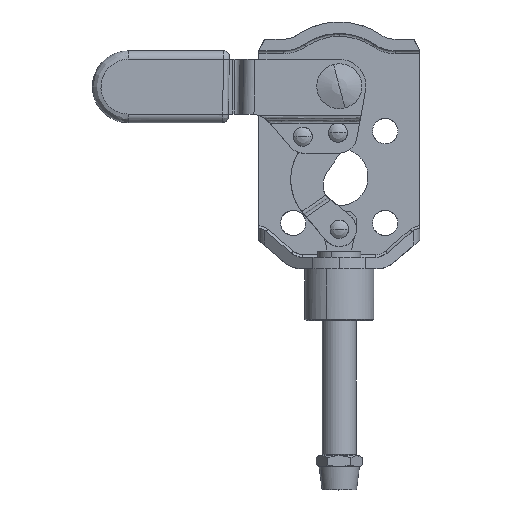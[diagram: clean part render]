
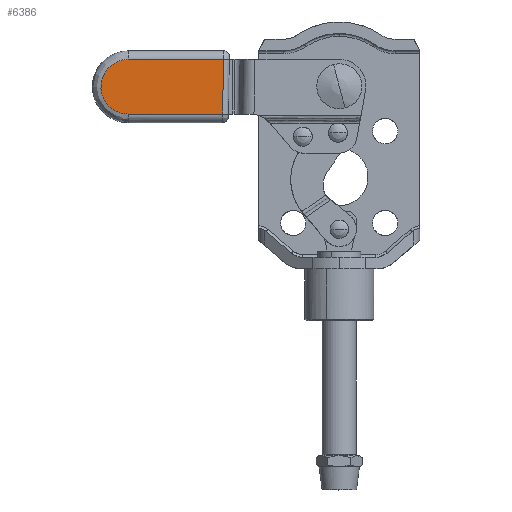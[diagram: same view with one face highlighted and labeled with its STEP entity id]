
A CAD part, top view. The second image highlights one B-rep face of the part: STEP entity #6386.
In plain terms, the highlighted free-form (B-spline) face has degree [1, 1] with [2, 2] control points.
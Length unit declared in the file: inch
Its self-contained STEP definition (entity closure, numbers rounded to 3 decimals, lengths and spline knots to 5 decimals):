
#5467=VERTEX_POINT('',#16183);
#5595=VERTEX_POINT('',#16316);
#5918=EDGE_CURVE('',#5595,#12720,#16649,.T.);
#5983=VERTEX_POINT('',#16715);
#6241=VERTEX_POINT('',#16987);
#6369=VERTEX_POINT('',#17117);
#6386=ADVANCED_FACE('',(#17134),#17135,.T.);
#6491=VERTEX_POINT('',#17242);
#7064=EDGE_CURVE('',#5467,#10150,#17837,.T.);
#7177=EDGE_CURVE('',#7836,#6241,#17956,.T.);
#7669=EDGE_CURVE('',#6241,#9017,#18468,.T.);
#7836=VERTEX_POINT('',#18642);
#8343=EDGE_CURVE('',#14259,#6369,#19168,.T.);
#9017=VERTEX_POINT('',#19869);
#9730=EDGE_CURVE('',#9017,#14545,#20608,.T.);
#10073=EDGE_CURVE('',#11218,#6491,#20963,.T.);
#10150=VERTEX_POINT('',#21041);
#10400=EDGE_CURVE('',#13856,#14259,#21302,.T.);
#11218=VERTEX_POINT('',#22149);
#12371=EDGE_CURVE('',#12462,#6491,#23341,.T.);
#12462=VERTEX_POINT('',#23433);
#12720=VERTEX_POINT('',#23701);
#12795=EDGE_CURVE('',#12720,#5983,#23777,.T.);
#12954=EDGE_CURVE('',#11218,#15078,#23939,.T.);
#13063=EDGE_CURVE('',#14545,#13856,#24050,.T.);
#13856=VERTEX_POINT('',#24877);
#14212=EDGE_CURVE('',#10150,#7836,#25256,.T.);
#14259=VERTEX_POINT('',#25306);
#14545=VERTEX_POINT('',#25600);
#14596=EDGE_CURVE('',#15078,#5595,#25653,.T.);
#15078=VERTEX_POINT('',#26155);
#15421=EDGE_CURVE('',#5983,#5467,#26508,.T.);
#15928=EDGE_CURVE('',#12462,#6369,#27029,.T.);
#16183=CARTESIAN_POINT('',(-1.60232,-0.54841,0.50984));
#16316=CARTESIAN_POINT('',(-1.51839,-0.61728,0.50984));
#16649=CIRCLE('',#28358,0.18701);
#16715=CARTESIAN_POINT('',(-1.57906,-0.57674,0.50984));
#16987=CARTESIAN_POINT('',(-1.61961,-0.37294,0.50984));
#17117=CARTESIAN_POINT('',(-1.44683,-0.2575,0.50984));
#17134=FACE_OUTER_BOUND('',#30399,.T.);
#17135=B_SPLINE_SURFACE_WITH_KNOTS('',1,1,((#30400,#30401),(#30402,#30403)),.UNSPECIFIED.,.F.,.F.,.F.,(2,2),(2,2),(0.0,1.0),(0.0,1.0),.UNSPECIFIED.);
#17242=CARTESIAN_POINT('',(-0.79999,-0.63148,0.50984));
#17837=CIRCLE('',#31935,0.18701);
#17956=CIRCLE('',#32218,0.18701);
#18468=CIRCLE('',#34041,0.18701);
#18642=CARTESIAN_POINT('',(-1.63025,-0.48099,0.50984));
#19168=CIRCLE('',#36188,0.18701);
#19869=CARTESIAN_POINT('',(-1.57907,-0.31227,0.50984));
#20608=CIRCLE('',#42183,0.18701);
#20963=LINE('',#42888,#42889);
#21041=CARTESIAN_POINT('',(-1.6196,-0.51608,0.50984));
#21302=CIRCLE('',#43626,0.18701);
#22149=CARTESIAN_POINT('',(-1.44682,-0.63151,0.50984));
#23341=B_SPLINE_CURVE_WITH_KNOTS('',3,(#48441,#48442,#48443,#48444,#48445,#48446,#48447,#48448,#48449,#48450,#48451,#48452,#48453,#48454,#48455,#48456,#48457,#48458,#48459,#48460,#48461,#48462,#48463,#48464,#48465),.UNSPECIFIED.,.F.,.F.,(4,3,3,3,3,3,3,3,4),(-0.37404,-0.31074,-0.24936,-0.211,-0.18702,-0.16304,-0.12468,-0.0633,-0.0),.UNSPECIFIED.);
#23433=CARTESIAN_POINT('',(-0.79346,-0.2575,0.50984));
#23701=CARTESIAN_POINT('',(-1.55072,-0.6,0.50984));
#23777=CIRCLE('',#49257,0.18701);
#23939=CIRCLE('',#49924,0.18701);
#24050=CIRCLE('',#50200,0.18701);
#24877=CARTESIAN_POINT('',(-1.5184,-0.27173,0.50984));
#25256=CIRCLE('',#53185,0.18701);
#25306=CARTESIAN_POINT('',(-1.48332,-0.26109,0.50984));
#25600=CARTESIAN_POINT('',(-1.55073,-0.28902,0.50984));
#25653=CIRCLE('',#54609,0.18701);
#26155=CARTESIAN_POINT('',(-1.48331,-0.62792,0.50984));
#26508=CIRCLE('',#56910,0.18701);
#27029=LINE('',#57884,#57885);
#28358=AXIS2_PLACEMENT_3D('',#58593,#58594,#58595);
#30399=EDGE_LOOP('',(#59064,#59065,#59066,#59067,#59068,#59069,#59070,#59071,#59072,#59073,#59074,#59075,#59076,#59077,#59078,#59079));
#30400=CARTESIAN_POINT('',(-0.76086,-0.64583,0.50984));
#30401=CARTESIAN_POINT('',(-1.64237,-0.63045,0.50984));
#30402=CARTESIAN_POINT('',(-0.75404,-0.25518,0.50984));
#30403=CARTESIAN_POINT('',(-1.63555,-0.23979,0.50984));
#31935=AXIS2_PLACEMENT_3D('',#59769,#59770,#59771);
#32218=AXIS2_PLACEMENT_3D('',#59944,#59945,#59946);
#34041=AXIS2_PLACEMENT_3D('',#60487,#60488,#60489);
#36188=AXIS2_PLACEMENT_3D('',#61168,#61169,#61170);
#42183=AXIS2_PLACEMENT_3D('',#62529,#62530,#62531);
#42888=CARTESIAN_POINT('',(-1.44682,-0.63151,0.50984));
#42889=VECTOR('',#62774,0.68621);
#43626=AXIS2_PLACEMENT_3D('',#63106,#63107,#63108);
#48441=CARTESIAN_POINT('',(-0.79346,-0.2575,0.50984));
#48442=CARTESIAN_POINT('',(-0.79383,-0.27859,0.50984));
#48443=CARTESIAN_POINT('',(-0.7942,-0.29969,0.50984));
#48444=CARTESIAN_POINT('',(-0.79457,-0.32079,0.50984));
#48445=CARTESIAN_POINT('',(-0.79492,-0.34125,0.50984));
#48446=CARTESIAN_POINT('',(-0.79528,-0.3617,0.50984));
#48447=CARTESIAN_POINT('',(-0.79564,-0.38216,0.50984));
#48448=CARTESIAN_POINT('',(-0.79586,-0.39495,0.50984));
#48449=CARTESIAN_POINT('',(-0.79608,-0.40773,0.50984));
#48450=CARTESIAN_POINT('',(-0.79631,-0.42052,0.50984));
#48451=CARTESIAN_POINT('',(-0.79645,-0.42851,0.50984));
#48452=CARTESIAN_POINT('',(-0.79658,-0.4365,0.50984));
#48453=CARTESIAN_POINT('',(-0.79672,-0.44449,0.50984));
#48454=CARTESIAN_POINT('',(-0.79686,-0.45248,0.50984));
#48455=CARTESIAN_POINT('',(-0.797,-0.46047,0.50984));
#48456=CARTESIAN_POINT('',(-0.79714,-0.46846,0.50984));
#48457=CARTESIAN_POINT('',(-0.79737,-0.48125,0.50984));
#48458=CARTESIAN_POINT('',(-0.79759,-0.49404,0.50984));
#48459=CARTESIAN_POINT('',(-0.79781,-0.50682,0.50984));
#48460=CARTESIAN_POINT('',(-0.79817,-0.52728,0.50984));
#48461=CARTESIAN_POINT('',(-0.79853,-0.54774,0.50984));
#48462=CARTESIAN_POINT('',(-0.79888,-0.56819,0.50984));
#48463=CARTESIAN_POINT('',(-0.79925,-0.58929,0.50984));
#48464=CARTESIAN_POINT('',(-0.79962,-0.61039,0.50984));
#48465=CARTESIAN_POINT('',(-0.79999,-0.63148,0.50984));
#49257=AXIS2_PLACEMENT_3D('',#65376,#65377,#65378);
#49924=AXIS2_PLACEMENT_3D('',#65514,#65515,#65516);
#50200=AXIS2_PLACEMENT_3D('',#65591,#65592,#65593);
#53185=AXIS2_PLACEMENT_3D('',#66993,#66994,#66995);
#54609=AXIS2_PLACEMENT_3D('',#67370,#67371,#67372);
#56910=AXIS2_PLACEMENT_3D('',#68211,#68212,#68213);
#57884=CARTESIAN_POINT('',(-0.75408,-0.2575,0.50984));
#57885=VECTOR('',#68696,0.69275);
#58593=CARTESIAN_POINT('',(-1.44683,-0.44451,0.50984));
#58594=DIRECTION('',(0.,0.,-1.0));
#58595=DIRECTION('',(0.,-1.,0.));
#59064=ORIENTED_EDGE('',*,*,#12371,.F.);
#59065=ORIENTED_EDGE('',*,*,#15928,.T.);
#59066=ORIENTED_EDGE('',*,*,#8343,.F.);
#59067=ORIENTED_EDGE('',*,*,#10400,.F.);
#59068=ORIENTED_EDGE('',*,*,#13063,.F.);
#59069=ORIENTED_EDGE('',*,*,#9730,.F.);
#59070=ORIENTED_EDGE('',*,*,#7669,.F.);
#59071=ORIENTED_EDGE('',*,*,#7177,.F.);
#59072=ORIENTED_EDGE('',*,*,#14212,.F.);
#59073=ORIENTED_EDGE('',*,*,#7064,.F.);
#59074=ORIENTED_EDGE('',*,*,#15421,.F.);
#59075=ORIENTED_EDGE('',*,*,#12795,.F.);
#59076=ORIENTED_EDGE('',*,*,#5918,.F.);
#59077=ORIENTED_EDGE('',*,*,#14596,.F.);
#59078=ORIENTED_EDGE('',*,*,#12954,.F.);
#59079=ORIENTED_EDGE('',*,*,#10073,.T.);
#59769=CARTESIAN_POINT('',(-1.44683,-0.44451,0.50984));
#59770=DIRECTION('',(0.,0.,-1.0));
#59771=DIRECTION('',(0.,-1.,0.));
#59944=CARTESIAN_POINT('',(-1.44683,-0.44451,0.50984));
#59945=DIRECTION('',(0.,0.,-1.0));
#59946=DIRECTION('',(0.,-1.,0.));
#60487=CARTESIAN_POINT('',(-1.44683,-0.44451,0.50984));
#60488=DIRECTION('',(0.,0.,-1.0));
#60489=DIRECTION('',(0.,-1.,0.));
#61168=CARTESIAN_POINT('',(-1.44683,-0.44451,0.50984));
#61169=DIRECTION('',(0.,0.,-1.0));
#61170=DIRECTION('',(0.,-1.,0.));
#62529=CARTESIAN_POINT('',(-1.44683,-0.44451,0.50984));
#62530=DIRECTION('',(0.,0.,-1.0));
#62531=DIRECTION('',(0.,-1.,0.));
#62774=DIRECTION('',(1.,0.,0.0));
#63106=CARTESIAN_POINT('',(-1.44683,-0.44451,0.50984));
#63107=DIRECTION('',(0.,0.,-1.0));
#63108=DIRECTION('',(0.,-1.,0.));
#65376=CARTESIAN_POINT('',(-1.44683,-0.44451,0.50984));
#65377=DIRECTION('',(0.,0.,-1.0));
#65378=DIRECTION('',(0.,-1.,0.));
#65514=CARTESIAN_POINT('',(-1.44683,-0.44451,0.50984));
#65515=DIRECTION('',(0.,0.,-1.0));
#65516=DIRECTION('',(0.,-1.,0.));
#65591=CARTESIAN_POINT('',(-1.44683,-0.44451,0.50984));
#65592=DIRECTION('',(0.,0.,-1.0));
#65593=DIRECTION('',(0.,-1.,0.));
#66993=CARTESIAN_POINT('',(-1.44683,-0.44451,0.50984));
#66994=DIRECTION('',(0.,0.,-1.0));
#66995=DIRECTION('',(0.,-1.,0.));
#67370=CARTESIAN_POINT('',(-1.44683,-0.44451,0.50984));
#67371=DIRECTION('',(0.,0.,-1.0));
#67372=DIRECTION('',(0.,-1.,0.));
#68211=CARTESIAN_POINT('',(-1.44683,-0.44451,0.50984));
#68212=DIRECTION('',(0.,0.,-1.0));
#68213=DIRECTION('',(0.,-1.,0.));
#68696=DIRECTION('',(-1.0,0.,0.0));
